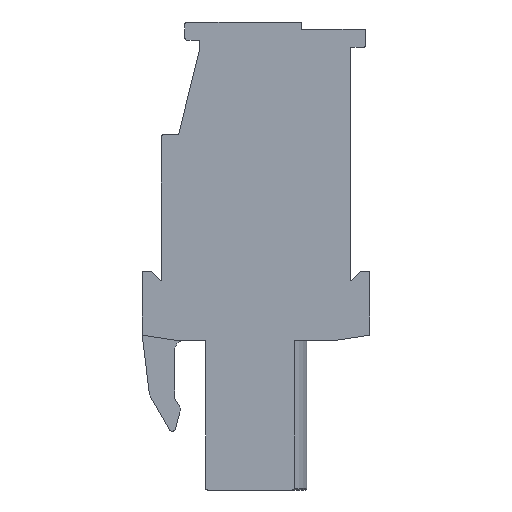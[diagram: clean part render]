
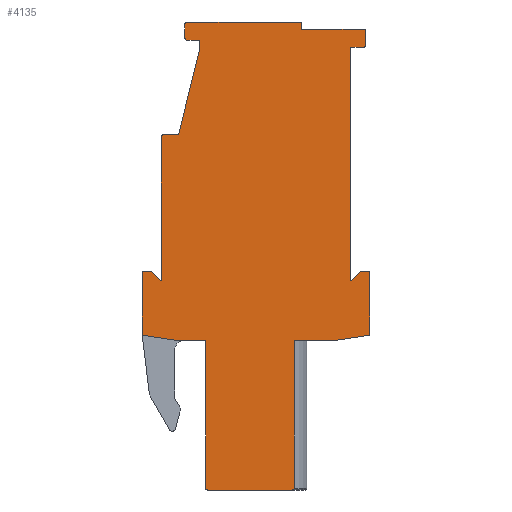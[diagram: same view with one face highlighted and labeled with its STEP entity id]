
A CAD part, front view. The second image highlights one B-rep face of the part: STEP entity #4135.
In plain terms, the highlighted planar face has unit normal (0, -1, 0).
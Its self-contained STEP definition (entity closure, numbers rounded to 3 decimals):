
#110=CIRCLE('',#4368,0.1);
#124=CIRCLE('',#4416,0.1);
#125=CIRCLE('',#4417,0.1);
#126=CIRCLE('',#4418,0.1);
#127=CIRCLE('',#4419,0.1);
#128=CIRCLE('',#4420,0.1);
#559=ORIENTED_EDGE('',*,*,#1633,.F.);
#560=ORIENTED_EDGE('',*,*,#1634,.F.);
#561=ORIENTED_EDGE('',*,*,#1635,.F.);
#562=ORIENTED_EDGE('',*,*,#1636,.F.);
#563=ORIENTED_EDGE('',*,*,#1637,.F.);
#564=ORIENTED_EDGE('',*,*,#1638,.F.);
#565=ORIENTED_EDGE('',*,*,#1639,.F.);
#566=ORIENTED_EDGE('',*,*,#1640,.F.);
#567=ORIENTED_EDGE('',*,*,#1641,.F.);
#568=ORIENTED_EDGE('',*,*,#1642,.F.);
#569=ORIENTED_EDGE('',*,*,#1643,.F.);
#570=ORIENTED_EDGE('',*,*,#1644,.F.);
#571=ORIENTED_EDGE('',*,*,#1645,.F.);
#572=ORIENTED_EDGE('',*,*,#1646,.F.);
#573=ORIENTED_EDGE('',*,*,#1647,.F.);
#574=ORIENTED_EDGE('',*,*,#1648,.F.);
#575=ORIENTED_EDGE('',*,*,#1649,.F.);
#576=ORIENTED_EDGE('',*,*,#1650,.F.);
#577=ORIENTED_EDGE('',*,*,#1651,.T.);
#578=ORIENTED_EDGE('',*,*,#1501,.T.);
#579=ORIENTED_EDGE('',*,*,#1652,.T.);
#580=ORIENTED_EDGE('',*,*,#1653,.T.);
#581=ORIENTED_EDGE('',*,*,#1654,.T.);
#582=ORIENTED_EDGE('',*,*,#1631,.T.);
#583=ORIENTED_EDGE('',*,*,#1524,.T.);
#584=ORIENTED_EDGE('',*,*,#1616,.T.);
#585=ORIENTED_EDGE('',*,*,#1655,.T.);
#586=ORIENTED_EDGE('',*,*,#1656,.F.);
#587=ORIENTED_EDGE('',*,*,#1491,.T.);
#588=ORIENTED_EDGE('',*,*,#1480,.T.);
#589=ORIENTED_EDGE('',*,*,#1477,.T.);
#590=ORIENTED_EDGE('',*,*,#1460,.T.);
#591=ORIENTED_EDGE('',*,*,#1457,.T.);
#1457=EDGE_CURVE('',#2037,#2036,#2446,.T.);
#1460=EDGE_CURVE('',#2039,#2037,#2449,.T.);
#1477=EDGE_CURVE('',#2040,#2039,#2466,.T.);
#1480=EDGE_CURVE('',#2056,#2040,#2469,.T.);
#1491=EDGE_CURVE('',#2062,#2056,#2480,.T.);
#1501=EDGE_CURVE('',#2072,#2071,#2487,.T.);
#1524=EDGE_CURVE('',#2091,#2090,#110,.T.);
#1616=EDGE_CURVE('',#2090,#2152,#2586,.T.);
#1631=EDGE_CURVE('',#2165,#2091,#2596,.T.);
#1633=EDGE_CURVE('',#2166,#2036,#2598,.T.);
#1634=EDGE_CURVE('',#2167,#2166,#2599,.T.);
#1635=EDGE_CURVE('',#2168,#2167,#2600,.T.);
#1636=EDGE_CURVE('',#2169,#2168,#124,.T.);
#1637=EDGE_CURVE('',#2170,#2169,#2601,.T.);
#1638=EDGE_CURVE('',#2171,#2170,#2602,.T.);
#1639=EDGE_CURVE('',#2172,#2171,#2603,.T.);
#1640=EDGE_CURVE('',#2173,#2172,#2604,.T.);
#1641=EDGE_CURVE('',#2174,#2173,#125,.T.);
#1642=EDGE_CURVE('',#2175,#2174,#2605,.T.);
#1643=EDGE_CURVE('',#2176,#2175,#126,.T.);
#1644=EDGE_CURVE('',#2177,#2176,#2606,.T.);
#1645=EDGE_CURVE('',#2178,#2177,#2607,.T.);
#1646=EDGE_CURVE('',#2179,#2178,#2608,.T.);
#1647=EDGE_CURVE('',#2180,#2179,#2609,.T.);
#1648=EDGE_CURVE('',#2181,#2180,#127,.T.);
#1649=EDGE_CURVE('',#2182,#2181,#2610,.T.);
#1650=EDGE_CURVE('',#2183,#2182,#2611,.T.);
#1651=EDGE_CURVE('',#2183,#2072,#2612,.T.);
#1652=EDGE_CURVE('',#2071,#2184,#2613,.T.);
#1653=EDGE_CURVE('',#2184,#2185,#2614,.T.);
#1654=EDGE_CURVE('',#2185,#2165,#2615,.T.);
#1655=EDGE_CURVE('',#2152,#2186,#128,.T.);
#1656=EDGE_CURVE('',#2062,#2186,#2616,.T.);
#2036=VERTEX_POINT('',#5955);
#2037=VERTEX_POINT('',#5957);
#2039=VERTEX_POINT('',#5963);
#2040=VERTEX_POINT('',#5967);
#2056=VERTEX_POINT('',#6002);
#2062=VERTEX_POINT('',#6020);
#2071=VERTEX_POINT('',#6039);
#2072=VERTEX_POINT('',#6041);
#2090=VERTEX_POINT('',#6088);
#2091=VERTEX_POINT('',#6090);
#2152=VERTEX_POINT('',#6274);
#2165=VERTEX_POINT('',#6304);
#2166=VERTEX_POINT('',#6308);
#2167=VERTEX_POINT('',#6310);
#2168=VERTEX_POINT('',#6312);
#2169=VERTEX_POINT('',#6314);
#2170=VERTEX_POINT('',#6316);
#2171=VERTEX_POINT('',#6318);
#2172=VERTEX_POINT('',#6320);
#2173=VERTEX_POINT('',#6322);
#2174=VERTEX_POINT('',#6324);
#2175=VERTEX_POINT('',#6326);
#2176=VERTEX_POINT('',#6328);
#2177=VERTEX_POINT('',#6330);
#2178=VERTEX_POINT('',#6332);
#2179=VERTEX_POINT('',#6334);
#2180=VERTEX_POINT('',#6336);
#2181=VERTEX_POINT('',#6338);
#2182=VERTEX_POINT('',#6340);
#2183=VERTEX_POINT('',#6342);
#2184=VERTEX_POINT('',#6345);
#2185=VERTEX_POINT('',#6347);
#2186=VERTEX_POINT('',#6350);
#2446=LINE('',#5956,#2941);
#2449=LINE('',#5962,#2944);
#2466=LINE('',#5995,#2961);
#2469=LINE('',#6001,#2964);
#2480=LINE('',#6019,#2975);
#2487=LINE('',#6040,#2982);
#2586=LINE('',#6275,#3081);
#2596=LINE('',#6303,#3091);
#2598=LINE('',#6307,#3093);
#2599=LINE('',#6309,#3094);
#2600=LINE('',#6311,#3095);
#2601=LINE('',#6315,#3096);
#2602=LINE('',#6317,#3097);
#2603=LINE('',#6319,#3098);
#2604=LINE('',#6321,#3099);
#2605=LINE('',#6325,#3100);
#2606=LINE('',#6329,#3101);
#2607=LINE('',#6331,#3102);
#2608=LINE('',#6333,#3103);
#2609=LINE('',#6335,#3104);
#2610=LINE('',#6339,#3105);
#2611=LINE('',#6341,#3106);
#2612=LINE('',#6343,#3107);
#2613=LINE('',#6344,#3108);
#2614=LINE('',#6346,#3109);
#2615=LINE('',#6348,#3110);
#2616=LINE('',#6351,#3111);
#2941=VECTOR('',#4782,1000.);
#2944=VECTOR('',#4787,1000.);
#2961=VECTOR('',#4806,1000.);
#2964=VECTOR('',#4811,1000.);
#2975=VECTOR('',#4824,1000.);
#2982=VECTOR('',#4839,1000.);
#3081=VECTOR('',#5048,1000.);
#3091=VECTOR('',#5070,1000.);
#3093=VECTOR('',#5074,1000.);
#3094=VECTOR('',#5075,1000.);
#3095=VECTOR('',#5076,1000.);
#3096=VECTOR('',#5079,1000.);
#3097=VECTOR('',#5080,1000.);
#3098=VECTOR('',#5081,1000.);
#3099=VECTOR('',#5082,1000.);
#3100=VECTOR('',#5085,1000.);
#3101=VECTOR('',#5088,1000.);
#3102=VECTOR('',#5089,1000.);
#3103=VECTOR('',#5090,1000.);
#3104=VECTOR('',#5091,1000.);
#3105=VECTOR('',#5094,1000.);
#3106=VECTOR('',#5095,1000.);
#3107=VECTOR('',#5096,1000.);
#3108=VECTOR('',#5097,1000.);
#3109=VECTOR('',#5098,1000.);
#3110=VECTOR('',#5099,1000.);
#3111=VECTOR('',#5102,1000.);
#3442=EDGE_LOOP('',(#559,#560,#561,#562,#563,#564,#565,#566,#567,#568,#569,
#570,#571,#572,#573,#574,#575,#576,#577,#578,#579,#580,#581,#582,#583,#584,
#585,#586,#587,#588,#589,#590,#591));
#3703=FACE_BOUND('',#3442,.T.);
#3940=PLANE('',#4415);
#4135=ADVANCED_FACE('',(#3703),#3940,.T.);
#4368=AXIS2_PLACEMENT_3D('',#6089,#4883,#4884);
#4415=AXIS2_PLACEMENT_3D('',#6306,#5072,#5073);
#4416=AXIS2_PLACEMENT_3D('',#6313,#5077,#5078);
#4417=AXIS2_PLACEMENT_3D('',#6323,#5083,#5084);
#4418=AXIS2_PLACEMENT_3D('',#6327,#5086,#5087);
#4419=AXIS2_PLACEMENT_3D('',#6337,#5092,#5093);
#4420=AXIS2_PLACEMENT_3D('',#6349,#5100,#5101);
#4782=DIRECTION('',(-0.707,0.,-0.707));
#4787=DIRECTION('',(-1.,0.,0.));
#4806=DIRECTION('',(0.,0.,1.));
#4811=DIRECTION('',(0.989,0.,0.148));
#4824=DIRECTION('',(1.,0.,0.));
#4839=DIRECTION('',(-1.,0.,0.));
#4883=DIRECTION('',(0.,-1.,0.));
#4884=DIRECTION('',(1.,0.,0.));
#5048=DIRECTION('',(1.,0.,0.));
#5070=DIRECTION('',(0.,0.,-1.));
#5072=DIRECTION('',(0.,-1.,0.));
#5073=DIRECTION('',(0.,0.,-1.));
#5074=DIRECTION('',(1.,0.,0.));
#5075=DIRECTION('',(0.,0.,-1.));
#5076=DIRECTION('',(-1.,0.,0.));
#5077=DIRECTION('',(0.,1.,0.));
#5078=DIRECTION('',(1.,0.,0.));
#5079=DIRECTION('',(0.,0.,-1.));
#5080=DIRECTION('',(1.,0.,0.));
#5081=DIRECTION('',(0.,0.,-1.));
#5082=DIRECTION('',(1.,0.,0.));
#5083=DIRECTION('',(0.,1.,0.));
#5084=DIRECTION('',(1.,0.,0.));
#5085=DIRECTION('',(0.,0.,1.));
#5086=DIRECTION('',(0.,1.,0.));
#5087=DIRECTION('',(1.,0.,0.));
#5088=DIRECTION('',(-1.,0.,0.));
#5089=DIRECTION('',(0.,0.,1.));
#5090=DIRECTION('',(0.238,0.,0.971));
#5091=DIRECTION('',(1.,0.,0.));
#5092=DIRECTION('',(0.,1.,0.));
#5093=DIRECTION('',(1.,0.,0.));
#5094=DIRECTION('',(0.,0.,1.));
#5095=DIRECTION('',(1.,0.,0.));
#5096=DIRECTION('',(-0.707,0.,0.707));
#5097=DIRECTION('',(0.,0.,-1.));
#5098=DIRECTION('',(0.989,0.,-0.148));
#5099=DIRECTION('',(1.,0.,0.));
#5100=DIRECTION('',(0.,-1.,0.));
#5101=DIRECTION('',(0.,0.,-1.));
#5102=DIRECTION('',(0.,0.,-1.));
#5955=CARTESIAN_POINT('',(5.25,-15.,-5.25));
#5956=CARTESIAN_POINT('',(5.75,-15.,-4.75));
#5957=CARTESIAN_POINT('',(5.75,-15.,-4.75));
#5962=CARTESIAN_POINT('',(5.75,-15.,-4.75));
#5963=CARTESIAN_POINT('',(6.25,-15.,-4.75));
#5967=CARTESIAN_POINT('',(6.25,-15.,-8.25));
#5995=CARTESIAN_POINT('',(6.25,-15.,-4.75));
#6001=CARTESIAN_POINT('',(4.25,-15.,-8.55));
#6002=CARTESIAN_POINT('',(4.25,-15.,-8.55));
#6019=CARTESIAN_POINT('',(4.25,-15.,-8.55));
#6020=CARTESIAN_POINT('',(2.1,-15.,-8.55));
#6039=CARTESIAN_POINT('',(-6.25,-15.,-4.75));
#6040=CARTESIAN_POINT('',(-6.25,-15.,-4.75));
#6041=CARTESIAN_POINT('',(-5.75,-15.,-4.75));
#6088=CARTESIAN_POINT('',(-2.66,-15.,-16.75));
#6089=CARTESIAN_POINT('',(-2.66,-15.,-16.65));
#6090=CARTESIAN_POINT('',(-2.76,-15.,-16.65));
#6274=CARTESIAN_POINT('',(2.,-15.,-16.75));
#6275=CARTESIAN_POINT('',(2.854,-15.,-16.75));
#6303=CARTESIAN_POINT('',(-2.76,-15.,-16.65));
#6304=CARTESIAN_POINT('',(-2.76,-15.,-8.55));
#6306=CARTESIAN_POINT('',(-2.66,-15.,-16.65));
#6307=CARTESIAN_POINT('',(-5.25,-15.,-5.25));
#6308=CARTESIAN_POINT('',(5.2,-15.,-5.25));
#6309=CARTESIAN_POINT('',(5.2,-15.,7.55));
#6310=CARTESIAN_POINT('',(5.2,-15.,7.55));
#6311=CARTESIAN_POINT('',(5.9,-15.,7.55));
#6312=CARTESIAN_POINT('',(5.9,-15.,7.55));
#6313=CARTESIAN_POINT('',(5.9,-15.,7.65));
#6314=CARTESIAN_POINT('',(6.,-15.,7.65));
#6315=CARTESIAN_POINT('',(6.,-15.,8.55));
#6316=CARTESIAN_POINT('',(6.,-15.,8.55));
#6317=CARTESIAN_POINT('',(2.5,-15.,8.55));
#6318=CARTESIAN_POINT('',(2.5,-15.,8.55));
#6319=CARTESIAN_POINT('',(2.5,-15.,8.95));
#6320=CARTESIAN_POINT('',(2.5,-15.,8.95));
#6321=CARTESIAN_POINT('',(-3.8,-15.,8.95));
#6322=CARTESIAN_POINT('',(-3.8,-15.,8.95));
#6323=CARTESIAN_POINT('',(-3.8,-15.,8.85));
#6324=CARTESIAN_POINT('',(-3.9,-15.,8.85));
#6325=CARTESIAN_POINT('',(-3.9,-15.,8.85));
#6326=CARTESIAN_POINT('',(-3.9,-15.,8.05));
#6327=CARTESIAN_POINT('',(-3.8,-15.,8.05));
#6328=CARTESIAN_POINT('',(-3.8,-15.,7.95));
#6329=CARTESIAN_POINT('',(-3.8,-15.,7.95));
#6330=CARTESIAN_POINT('',(-3.1,-15.,7.95));
#6331=CARTESIAN_POINT('',(-3.1,-15.,7.45));
#6332=CARTESIAN_POINT('',(-3.1,-15.,7.45));
#6333=CARTESIAN_POINT('',(-4.25,-15.,2.75));
#6334=CARTESIAN_POINT('',(-4.25,-15.,2.75));
#6335=CARTESIAN_POINT('',(-5.1,-15.,2.75));
#6336=CARTESIAN_POINT('',(-5.1,-15.,2.75));
#6337=CARTESIAN_POINT('',(-5.1,-15.,2.65));
#6338=CARTESIAN_POINT('',(-5.2,-15.,2.65));
#6339=CARTESIAN_POINT('',(-5.2,-15.,-7.35));
#6340=CARTESIAN_POINT('',(-5.2,-15.,-5.25));
#6341=CARTESIAN_POINT('',(-5.25,-15.,-5.25));
#6342=CARTESIAN_POINT('',(-5.25,-15.,-5.25));
#6343=CARTESIAN_POINT('',(-5.25,-15.,-5.25));
#6344=CARTESIAN_POINT('',(-6.25,-15.,-8.25));
#6345=CARTESIAN_POINT('',(-6.25,-15.,-8.25));
#6346=CARTESIAN_POINT('',(-4.25,-15.,-8.55));
#6347=CARTESIAN_POINT('',(-4.25,-15.,-8.55));
#6348=CARTESIAN_POINT('',(-2.76,-15.,-8.55));
#6349=CARTESIAN_POINT('',(2.,-15.,-16.65));
#6350=CARTESIAN_POINT('',(2.1,-15.,-16.65));
#6351=CARTESIAN_POINT('',(2.1,-15.,-8.55));
